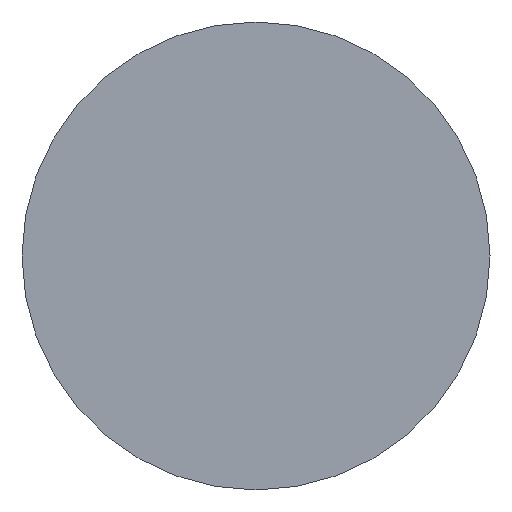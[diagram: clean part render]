
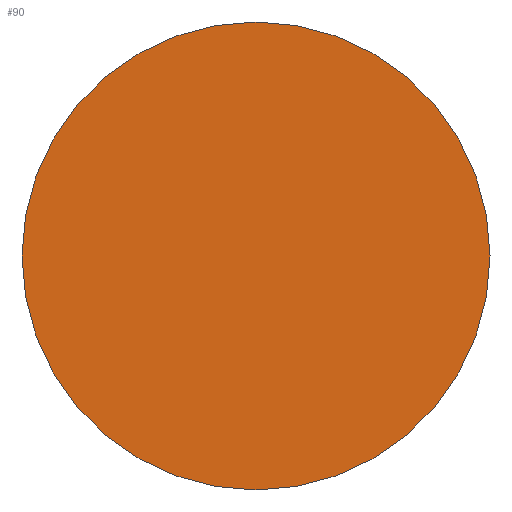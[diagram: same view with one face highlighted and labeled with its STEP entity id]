
A CAD part, left-side view. The second image highlights one B-rep face of the part: STEP entity #90.
In plain terms, the highlighted planar face has unit normal (-1, 0, 0).
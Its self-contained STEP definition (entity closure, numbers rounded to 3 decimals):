
#26=PLANE($,#107);
#37=FACE_OUTER_BOUND($,#48,.T.);
#48=EDGE_LOOP($,(#77));
#54=CIRCLE($,#101,6.);
#59=VERTEX_POINT($,#156);
#65=EDGE_CURVE($,#59,#59,#54,.T.);
#77=ORIENTED_EDGE($,*,*,#65,.F.);
#90=ADVANCED_FACE($,(#37),#26,.T.);
#101=AXIS2_PLACEMENT_3D($,#157,#122,#123);
#107=AXIS2_PLACEMENT_3D($,#165,#134,#135);
#122=DIRECTION('center_axis',(1.,0.,0.));
#123=DIRECTION('ref_axis',(0.,1.,0.));
#134=DIRECTION('center_axis',(-1.,0.,0.));
#135=DIRECTION('ref_axis',(0.,0.,1.));
#156=CARTESIAN_POINT('',(0.,6.,0.));
#157=CARTESIAN_POINT('Origin',(0.,0.,0.));
#165=CARTESIAN_POINT('Origin',(0.,3.,0.));
